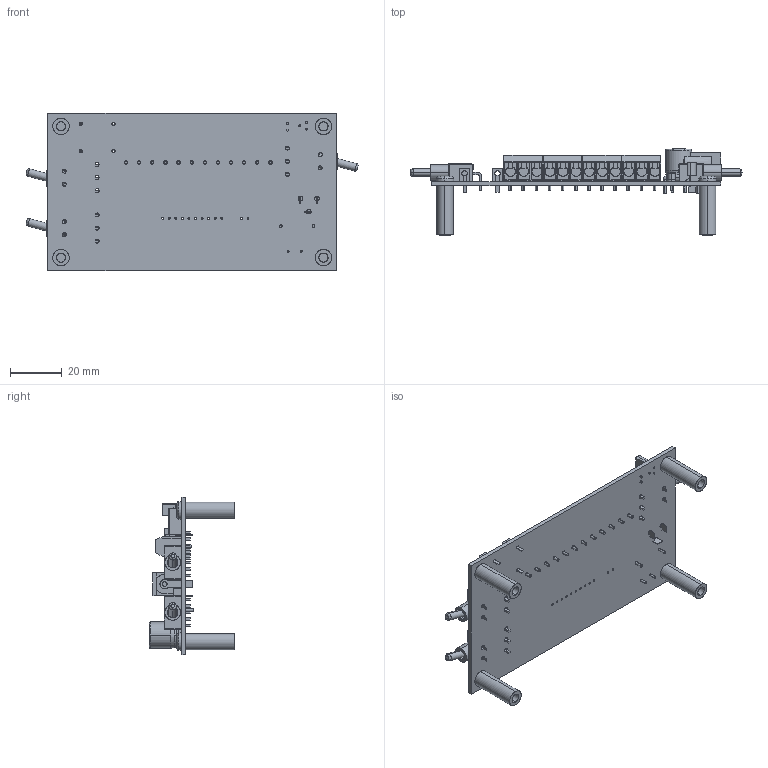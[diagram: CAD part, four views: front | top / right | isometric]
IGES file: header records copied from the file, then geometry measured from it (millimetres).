
Start section: SolidWorks IGES file using analytic representation for surfaces
Global section: file name: PID Eval Brd Part.IGS; native system: SolidWorks 2013; preprocessor: SolidWorks 2013; author: gniebel; date: 130521.135238; units: inch
Bounding box: 128.51 x 33.27 x 60.96 mm (x, y, z)
Surface area: 26984.5 mm2 (no closed solid volume)
Topology: 0 solids, 0 shells, 1109 faces, 12586 edges, 12584 vertices
Faces by surface type: bspline 736, revolution 373
